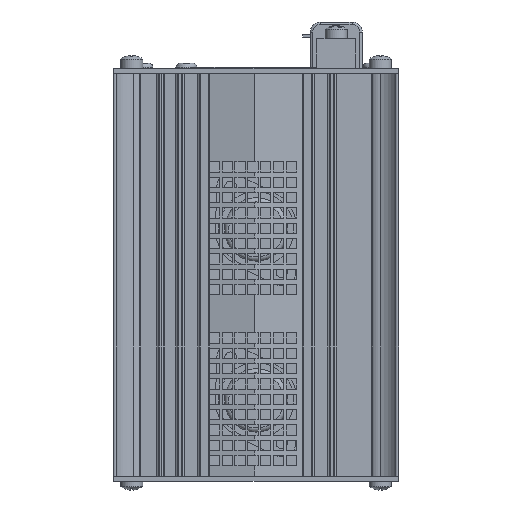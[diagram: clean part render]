
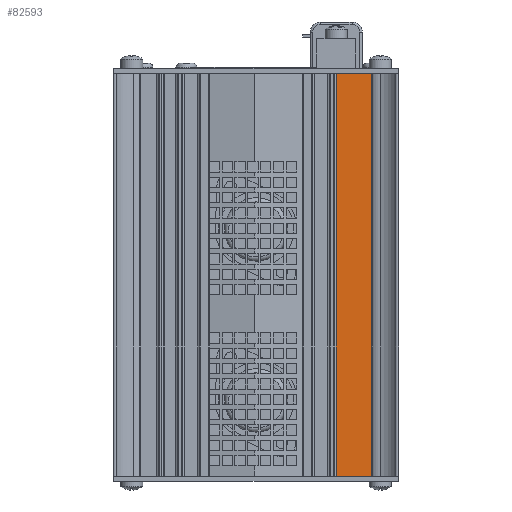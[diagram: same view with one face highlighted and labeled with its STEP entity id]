
A CAD part, left-side view. The second image highlights one B-rep face of the part: STEP entity #82593.
In plain terms, the highlighted planar face has unit normal (-1, 0, 0).
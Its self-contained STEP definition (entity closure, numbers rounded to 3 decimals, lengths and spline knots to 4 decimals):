
#1638=PLANE('',#87282);
#5030=LINE('',#111518,#15104);
#5031=LINE('',#111522,#15105);
#5032=LINE('',#111524,#15106);
#5033=LINE('',#111525,#15107);
#15104=VECTOR('',#91971,0.3937);
#15105=VECTOR('',#91976,0.3937);
#15106=VECTOR('',#91977,0.3937);
#15107=VECTOR('',#91978,0.3937);
#27659=FACE_OUTER_BOUND('',#31895,.T.);
#31895=EDGE_LOOP('',(#58367,#58368,#58369,#58370));
#38202=VERTEX_POINT('',#111515);
#38203=VERTEX_POINT('',#111517);
#38204=VERTEX_POINT('',#111521);
#38205=VERTEX_POINT('',#111523);
#46302=EDGE_CURVE('',#38203,#38202,#5030,.T.);
#46304=EDGE_CURVE('',#38202,#38204,#5031,.T.);
#46305=EDGE_CURVE('',#38205,#38204,#5032,.T.);
#46306=EDGE_CURVE('',#38203,#38205,#5033,.T.);
#58367=ORIENTED_EDGE('',*,*,#46304,.T.);
#58368=ORIENTED_EDGE('',*,*,#46305,.F.);
#58369=ORIENTED_EDGE('',*,*,#46306,.F.);
#58370=ORIENTED_EDGE('',*,*,#46302,.T.);
#82593=ADVANCED_FACE('',(#27659),#1638,.T.);
#87282=AXIS2_PLACEMENT_3D('',#111520,#91974,#91975);
#91971=DIRECTION('',(0.,0.,-1.));
#91974=DIRECTION('center_axis',(-1.,0.,0.));
#91975=DIRECTION('ref_axis',(0.,0.,1.));
#91976=DIRECTION('',(0.,-1.,0.));
#91977=DIRECTION('',(0.,0.,-1.));
#91978=DIRECTION('',(0.,-1.,0.));
#111515=CARTESIAN_POINT('',(-4.3011,3.2294,-4.858));
#111517=CARTESIAN_POINT('',(-4.3011,3.2294,0.));
#111518=CARTESIAN_POINT('',(-4.3011,3.2294,0.));
#111520=CARTESIAN_POINT('Origin',(-4.3011,2.8297,0.));
#111521=CARTESIAN_POINT('',(-4.3011,2.6997,-4.858));
#111522=CARTESIAN_POINT('',(-4.3011,2.8297,-4.858));
#111523=CARTESIAN_POINT('',(-4.3011,2.6997,0.));
#111524=CARTESIAN_POINT('',(-4.3011,2.6997,0.));
#111525=CARTESIAN_POINT('',(-4.3011,3.2294,0.));
